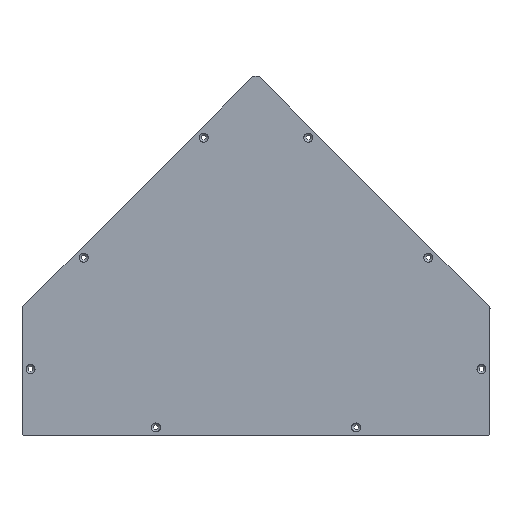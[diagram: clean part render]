
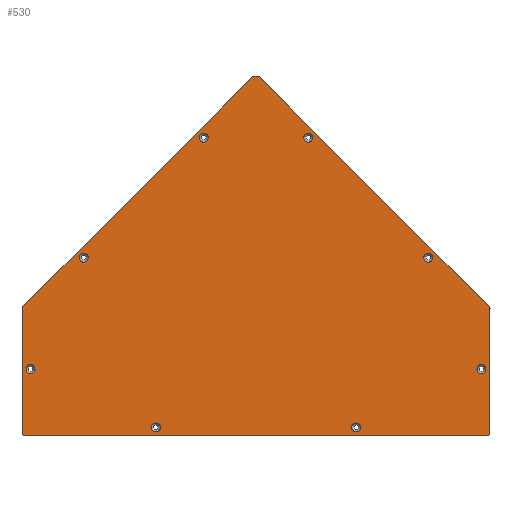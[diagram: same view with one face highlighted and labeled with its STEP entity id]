
A CAD part, front view. The second image highlights one B-rep face of the part: STEP entity #530.
In plain terms, the highlighted planar face has unit normal (0, -1, 0).
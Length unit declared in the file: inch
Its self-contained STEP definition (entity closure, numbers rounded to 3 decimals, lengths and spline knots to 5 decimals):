
#29=FACE_BOUND('',#85,.T.);
#30=FACE_BOUND('',#86,.T.);
#31=FACE_BOUND('',#87,.T.);
#32=FACE_BOUND('',#88,.T.);
#33=FACE_BOUND('',#89,.T.);
#34=FACE_BOUND('',#90,.T.);
#35=FACE_BOUND('',#91,.T.);
#36=FACE_BOUND('',#92,.T.);
#45=PLANE('',#564);
#54=FACE_OUTER_BOUND('',#84,.T.);
#84=EDGE_LOOP('',(#373,#374,#375,#376,#377,#378,#379,#380,#381,#382,#383,
#384));
#85=EDGE_LOOP('',(#385));
#86=EDGE_LOOP('',(#386));
#87=EDGE_LOOP('',(#387));
#88=EDGE_LOOP('',(#388));
#89=EDGE_LOOP('',(#389));
#90=EDGE_LOOP('',(#390));
#91=EDGE_LOOP('',(#391));
#92=EDGE_LOOP('',(#392));
#130=LINE('',#813,#170);
#131=LINE('',#817,#171);
#132=LINE('',#821,#172);
#133=LINE('',#825,#173);
#134=LINE('',#829,#174);
#135=LINE('',#832,#175);
#170=VECTOR('',#640,0.3937);
#171=VECTOR('',#643,0.3937);
#172=VECTOR('',#646,0.3937);
#173=VECTOR('',#649,0.3937);
#174=VECTOR('',#652,0.3937);
#175=VECTOR('',#655,0.3937);
#209=CIRCLE('',#562,0.18);
#211=CIRCLE('',#565,0.125);
#212=CIRCLE('',#566,0.125);
#213=CIRCLE('',#567,0.125);
#214=CIRCLE('',#568,0.125);
#215=CIRCLE('',#569,0.125);
#216=CIRCLE('',#570,0.125);
#217=CIRCLE('',#571,0.18);
#218=CIRCLE('',#572,0.18);
#219=CIRCLE('',#573,0.18);
#220=CIRCLE('',#574,0.18);
#221=CIRCLE('',#575,0.18);
#222=CIRCLE('',#576,0.18);
#223=CIRCLE('',#577,0.18);
#245=VERTEX_POINT('',#803);
#247=VERTEX_POINT('',#809);
#248=VERTEX_POINT('',#810);
#249=VERTEX_POINT('',#812);
#250=VERTEX_POINT('',#814);
#251=VERTEX_POINT('',#816);
#252=VERTEX_POINT('',#818);
#253=VERTEX_POINT('',#820);
#254=VERTEX_POINT('',#822);
#255=VERTEX_POINT('',#824);
#256=VERTEX_POINT('',#826);
#257=VERTEX_POINT('',#828);
#258=VERTEX_POINT('',#830);
#259=VERTEX_POINT('',#833);
#260=VERTEX_POINT('',#835);
#261=VERTEX_POINT('',#837);
#262=VERTEX_POINT('',#839);
#263=VERTEX_POINT('',#841);
#264=VERTEX_POINT('',#843);
#265=VERTEX_POINT('',#845);
#293=EDGE_CURVE('',#245,#245,#209,.T.);
#296=EDGE_CURVE('',#247,#248,#211,.T.);
#297=EDGE_CURVE('',#247,#249,#130,.T.);
#298=EDGE_CURVE('',#250,#249,#212,.T.);
#299=EDGE_CURVE('',#250,#251,#131,.T.);
#300=EDGE_CURVE('',#252,#251,#213,.T.);
#301=EDGE_CURVE('',#252,#253,#132,.T.);
#302=EDGE_CURVE('',#254,#253,#214,.T.);
#303=EDGE_CURVE('',#254,#255,#133,.T.);
#304=EDGE_CURVE('',#256,#255,#215,.T.);
#305=EDGE_CURVE('',#256,#257,#134,.T.);
#306=EDGE_CURVE('',#258,#257,#216,.T.);
#307=EDGE_CURVE('',#258,#248,#135,.T.);
#308=EDGE_CURVE('',#259,#259,#217,.T.);
#309=EDGE_CURVE('',#260,#260,#218,.T.);
#310=EDGE_CURVE('',#261,#261,#219,.T.);
#311=EDGE_CURVE('',#262,#262,#220,.T.);
#312=EDGE_CURVE('',#263,#263,#221,.T.);
#313=EDGE_CURVE('',#264,#264,#222,.T.);
#314=EDGE_CURVE('',#265,#265,#223,.T.);
#373=ORIENTED_EDGE('',*,*,#296,.F.);
#374=ORIENTED_EDGE('',*,*,#297,.T.);
#375=ORIENTED_EDGE('',*,*,#298,.F.);
#376=ORIENTED_EDGE('',*,*,#299,.T.);
#377=ORIENTED_EDGE('',*,*,#300,.F.);
#378=ORIENTED_EDGE('',*,*,#301,.T.);
#379=ORIENTED_EDGE('',*,*,#302,.F.);
#380=ORIENTED_EDGE('',*,*,#303,.T.);
#381=ORIENTED_EDGE('',*,*,#304,.F.);
#382=ORIENTED_EDGE('',*,*,#305,.T.);
#383=ORIENTED_EDGE('',*,*,#306,.F.);
#384=ORIENTED_EDGE('',*,*,#307,.T.);
#385=ORIENTED_EDGE('',*,*,#308,.F.);
#386=ORIENTED_EDGE('',*,*,#309,.F.);
#387=ORIENTED_EDGE('',*,*,#310,.F.);
#388=ORIENTED_EDGE('',*,*,#311,.F.);
#389=ORIENTED_EDGE('',*,*,#312,.F.);
#390=ORIENTED_EDGE('',*,*,#313,.F.);
#391=ORIENTED_EDGE('',*,*,#314,.F.);
#392=ORIENTED_EDGE('',*,*,#293,.F.);
#530=ADVANCED_FACE('',(#54,#29,#30,#31,#32,#33,#34,#35,#36),#45,.T.);
#562=AXIS2_PLACEMENT_3D('',#804,#631,#632);
#564=AXIS2_PLACEMENT_3D('',#808,#636,#637);
#565=AXIS2_PLACEMENT_3D('',#811,#638,#639);
#566=AXIS2_PLACEMENT_3D('',#815,#641,#642);
#567=AXIS2_PLACEMENT_3D('',#819,#644,#645);
#568=AXIS2_PLACEMENT_3D('',#823,#647,#648);
#569=AXIS2_PLACEMENT_3D('',#827,#650,#651);
#570=AXIS2_PLACEMENT_3D('',#831,#653,#654);
#571=AXIS2_PLACEMENT_3D('',#834,#656,#657);
#572=AXIS2_PLACEMENT_3D('',#836,#658,#659);
#573=AXIS2_PLACEMENT_3D('',#838,#660,#661);
#574=AXIS2_PLACEMENT_3D('',#840,#662,#663);
#575=AXIS2_PLACEMENT_3D('',#842,#664,#665);
#576=AXIS2_PLACEMENT_3D('',#844,#666,#667);
#577=AXIS2_PLACEMENT_3D('',#846,#668,#669);
#631=DIRECTION('center_axis',(0.,-1.,0.));
#632=DIRECTION('ref_axis',(1.,0.,0.));
#636=DIRECTION('center_axis',(0.,-1.,0.));
#637=DIRECTION('ref_axis',(1.,0.,0.));
#638=DIRECTION('center_axis',(0.,1.,0.));
#639=DIRECTION('ref_axis',(0.707,0.,-0.707));
#640=DIRECTION('',(0.,0.,1.));
#641=DIRECTION('center_axis',(0.,1.,0.));
#642=DIRECTION('ref_axis',(0.924,0.,0.383));
#643=DIRECTION('',(-0.707,0.,0.707));
#644=DIRECTION('center_axis',(0.,1.,0.));
#645=DIRECTION('ref_axis',(0.383,0.,0.924));
#646=DIRECTION('',(-1.,0.,0.));
#647=DIRECTION('center_axis',(0.,1.,0.));
#648=DIRECTION('ref_axis',(-0.383,0.,0.924));
#649=DIRECTION('',(-0.707,0.,-0.707));
#650=DIRECTION('center_axis',(0.,1.,0.));
#651=DIRECTION('ref_axis',(-0.924,0.,0.383));
#652=DIRECTION('',(0.,0.,-1.));
#653=DIRECTION('center_axis',(0.,1.,0.));
#654=DIRECTION('ref_axis',(-0.707,0.,-0.707));
#655=DIRECTION('',(1.,0.,0.));
#656=DIRECTION('center_axis',(0.,-1.,0.));
#657=DIRECTION('ref_axis',(1.,0.,0.));
#658=DIRECTION('center_axis',(0.,-1.,0.));
#659=DIRECTION('ref_axis',(1.,0.,0.));
#660=DIRECTION('center_axis',(0.,-1.,0.));
#661=DIRECTION('ref_axis',(1.,0.,0.));
#662=DIRECTION('center_axis',(0.,-1.,0.));
#663=DIRECTION('ref_axis',(1.,0.,0.));
#664=DIRECTION('center_axis',(0.,-1.,0.));
#665=DIRECTION('ref_axis',(1.,0.,0.));
#666=DIRECTION('center_axis',(0.,-1.,0.));
#667=DIRECTION('ref_axis',(1.,0.,0.));
#668=DIRECTION('center_axis',(0.,-1.,0.));
#669=DIRECTION('ref_axis',(1.,0.,0.));
#803=CARTESIAN_POINT('',(1.90864,-0.08,6.74866));
#804=CARTESIAN_POINT('Origin',(2.08864,-0.08,6.74866));
#808=CARTESIAN_POINT('Origin',(0.,-0.08,2.02623));
#809=CARTESIAN_POINT('',(9.34,-0.08,-5.03252));
#810=CARTESIAN_POINT('',(9.215,-0.08,-5.15752));
#811=CARTESIAN_POINT('Origin',(9.215,-0.08,-5.03252));
#812=CARTESIAN_POINT('',(9.34,-0.08,-0.07364));
#813=CARTESIAN_POINT('',(9.34,-0.08,-5.15752));
#814=CARTESIAN_POINT('',(9.30339,-0.08,0.01475));
#815=CARTESIAN_POINT('Origin',(9.215,-0.08,-0.07364));
#816=CARTESIAN_POINT('',(0.14477,-0.08,9.17337));
#817=CARTESIAN_POINT('',(9.34,-0.08,-0.02186));
#818=CARTESIAN_POINT('',(0.05638,-0.08,9.20998));
#819=CARTESIAN_POINT('Origin',(0.05638,-0.08,9.08498));
#820=CARTESIAN_POINT('',(-0.05638,-0.08,9.20998));
#821=CARTESIAN_POINT('',(0.10816,-0.08,9.20998));
#822=CARTESIAN_POINT('',(-0.14477,-0.08,9.17337));
#823=CARTESIAN_POINT('Origin',(-0.05638,-0.08,9.08498));
#824=CARTESIAN_POINT('',(-9.30339,-0.08,0.01475));
#825=CARTESIAN_POINT('',(-0.10816,-0.08,9.20998));
#826=CARTESIAN_POINT('',(-9.34,-0.08,-0.07364));
#827=CARTESIAN_POINT('Origin',(-9.215,-0.08,-0.07364));
#828=CARTESIAN_POINT('',(-9.34,-0.08,-5.03252));
#829=CARTESIAN_POINT('',(-9.34,-0.08,-0.02186));
#830=CARTESIAN_POINT('',(-9.215,-0.08,-5.15752));
#831=CARTESIAN_POINT('Origin',(-9.215,-0.08,-5.03252));
#832=CARTESIAN_POINT('',(-9.34,-0.08,-5.15752));
#833=CARTESIAN_POINT('',(-2.26864,-0.08,6.74866));
#834=CARTESIAN_POINT('Origin',(-2.08864,-0.08,6.74866));
#835=CARTESIAN_POINT('',(-9.18,-0.08,-2.49011));
#836=CARTESIAN_POINT('Origin',(-9.,-0.08,-2.49011));
#837=CARTESIAN_POINT('',(3.82,-0.08,-4.81752));
#838=CARTESIAN_POINT('Origin',(4.,-0.08,-4.81752));
#839=CARTESIAN_POINT('',(6.69868,-0.08,1.95863));
#840=CARTESIAN_POINT('Origin',(6.87868,-0.08,1.95863));
#841=CARTESIAN_POINT('',(8.82,-0.08,-2.49011));
#842=CARTESIAN_POINT('Origin',(9.,-0.08,-2.49011));
#843=CARTESIAN_POINT('',(-4.18,-0.08,-4.81752));
#844=CARTESIAN_POINT('Origin',(-4.,-0.08,-4.81752));
#845=CARTESIAN_POINT('',(-7.05868,-0.08,1.95863));
#846=CARTESIAN_POINT('Origin',(-6.87868,-0.08,1.95863));
